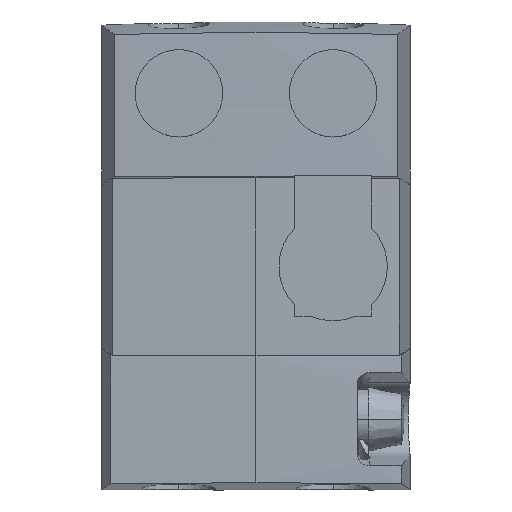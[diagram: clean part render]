
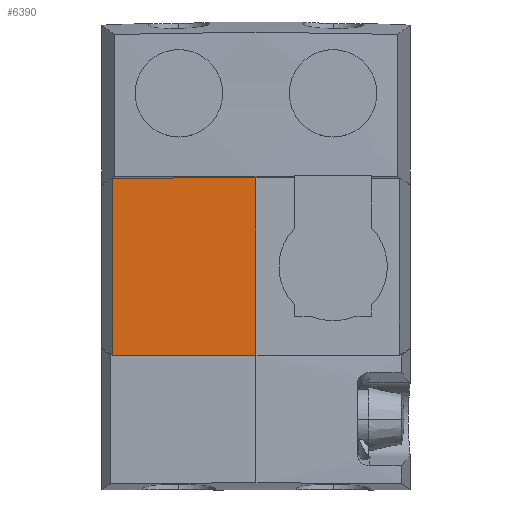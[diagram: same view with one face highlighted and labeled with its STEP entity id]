
A CAD part, top view. The second image highlights one B-rep face of the part: STEP entity #6390.
In plain terms, the highlighted cylindrical face has radius 2500 mm (diameter 5000 mm), a partial arc.
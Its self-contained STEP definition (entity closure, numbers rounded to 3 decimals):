
#60 = DIRECTION ( 'NONE',  ( 0., 1., 0. ) ) ;
#83 = EDGE_CURVE ( 'NONE', #4734, #5189, #1961, .T. ) ;
#277 = EDGE_CURVE ( 'NONE', #3625, #4869, #3811, .T. ) ;
#415 = DIRECTION ( 'NONE',  ( 0., 1., 0. ) ) ;
#555 = CARTESIAN_POINT ( 'NONE',  ( 0., 72.116, 92.182 ) ) ;
#627 = DIRECTION ( 'NONE',  ( 0., 0., 1. ) ) ;
#690 = AXIS2_PLACEMENT_3D ( 'NONE', #1549, #60, #627 ) ;
#1020 = VECTOR ( 'NONE', #415, 1000. ) ;
#1027 = LINE ( 'NONE', #3032, #3548 ) ;
#1183 = CARTESIAN_POINT ( 'NONE',  ( -38.778, 72.116, 92.182 ) ) ;
#1422 = EDGE_CURVE ( 'NONE', #5189, #3625, #3391, .T. ) ;
#1450 = CARTESIAN_POINT ( 'NONE',  ( 0., -72.116, 92.182 ) ) ;
#1457 = EDGE_LOOP ( 'NONE', ( #4752, #5411, #6347, #5963 ) ) ;
#1549 = CARTESIAN_POINT ( 'NONE',  ( 0., -80., -2407.818 ) ) ;
#1606 = FACE_OUTER_BOUND ( 'NONE', #1457, .T. ) ;
#1961 = B_SPLINE_CURVE_WITH_KNOTS ( 'NONE', 3,
 ( #1450, #4962, #3950, #6444, #4034 ),
 .UNSPECIFIED., .F., .F.,
 ( 4, 1, 4 ),
 ( 9.558, 9.616, 9.674 ),
 .UNSPECIFIED. ) ;
#2156 = CARTESIAN_POINT ( 'NONE',  ( -116.333, 71.751, 89.474 ) ) ;
#3032 = CARTESIAN_POINT ( 'NONE',  ( 0., -80., 92.182 ) ) ;
#3391 = LINE ( 'NONE', #5972, #1020 ) ;
#3511 = DIRECTION ( 'NONE',  ( 0., 1., 0. ) ) ;
#3548 = VECTOR ( 'NONE', #3511, 1000. ) ;
#3625 = VERTEX_POINT ( 'NONE', #6197 ) ;
#3811 = B_SPLINE_CURVE_WITH_KNOTS ( 'NONE', 3,
 ( #2156, #6234, #1183, #555 ),
 .UNSPECIFIED., .F., .F.,
 ( 4, 4 ),
 ( 0.014, 0.13 ),
 .UNSPECIFIED. ) ;
#3950 = CARTESIAN_POINT ( 'NONE',  ( -58.233, -72.055, 91.729 ) ) ;
#3969 = CARTESIAN_POINT ( 'NONE',  ( 0., 72.116, 92.182 ) ) ;
#4034 = CARTESIAN_POINT ( 'NONE',  ( -116.333, -71.751, 89.474 ) ) ;
#4734 = VERTEX_POINT ( 'NONE', #4864 ) ;
#4752 = ORIENTED_EDGE ( 'NONE', *, *, #83, .F. ) ;
#4864 = CARTESIAN_POINT ( 'NONE',  ( 0., -72.116, 92.182 ) ) ;
#4869 = VERTEX_POINT ( 'NONE', #3969 ) ;
#4878 = CARTESIAN_POINT ( 'NONE',  ( -116.333, -71.751, 89.474 ) ) ;
#4962 = CARTESIAN_POINT ( 'NONE',  ( -19.422, -72.116, 92.182 ) ) ;
#5062 = CYLINDRICAL_SURFACE ( 'NONE', #690, 2500. ) ;
#5189 = VERTEX_POINT ( 'NONE', #4878 ) ;
#5411 = ORIENTED_EDGE ( 'NONE', *, *, #6502, .T. ) ;
#5963 = ORIENTED_EDGE ( 'NONE', *, *, #1422, .F. ) ;
#5972 = CARTESIAN_POINT ( 'NONE',  ( -116.333, -80., 89.474 ) ) ;
#6197 = CARTESIAN_POINT ( 'NONE',  ( -116.333, 71.751, 89.474 ) ) ;
#6234 = CARTESIAN_POINT ( 'NONE',  ( -77.555, 71.994, 91.28 ) ) ;
#6347 = ORIENTED_EDGE ( 'NONE', *, *, #277, .F. ) ;
#6390 = ADVANCED_FACE ( 'NONE', ( #1606 ), #5062, .T. ) ;
#6444 = CARTESIAN_POINT ( 'NONE',  ( -96.977, -71.872, 90.376 ) ) ;
#6502 = EDGE_CURVE ( 'NONE', #4734, #4869, #1027, .T. ) ;
